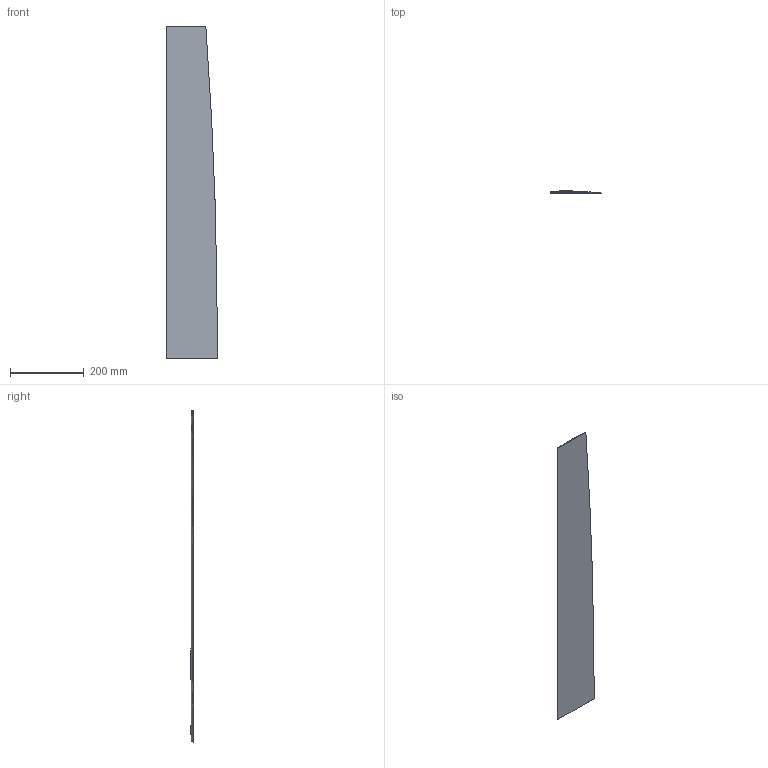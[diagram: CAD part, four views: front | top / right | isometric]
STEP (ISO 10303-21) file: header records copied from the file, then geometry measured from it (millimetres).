
FILE_DESCRIPTION(('CATIA V5 STEP Exchange'),'2;1');
FILE_NAME('Mast 3_Test.stp','2025-02-28T05:51:00+00:00',('none'),('none'),'CATIA Version 5 Release 20 GA (IN-10)','CATIA V5 STEP AP203','none');
FILE_SCHEMA(('CONFIG_CONTROL_DESIGN'));
Length unit declared in the file: millimetre
Products named in the file (1): Mast 3_Test
Bounding box: 140 x 5.59 x 900 mm (x, y, z)
Surface area: 233749.3 mm2 (no closed solid volume)
Topology: 0 solids, 2 shells, 2 faces, 16 edges, 24 vertices
Faces by surface type: bspline 1, plane 1
Entity records: 1109 total; most frequent: CARTESIAN_POINT 958, DIRECTION 13, VECTOR 11, LINE 11, COMPOSITE_CURVE 8, COMPOSITE_CURVE_SEGMENT 8, ORIENTED_EDGE 8, EDGE_CURVE 8
